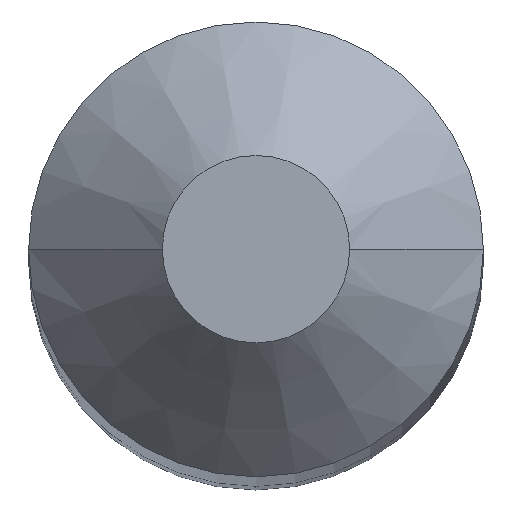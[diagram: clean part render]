
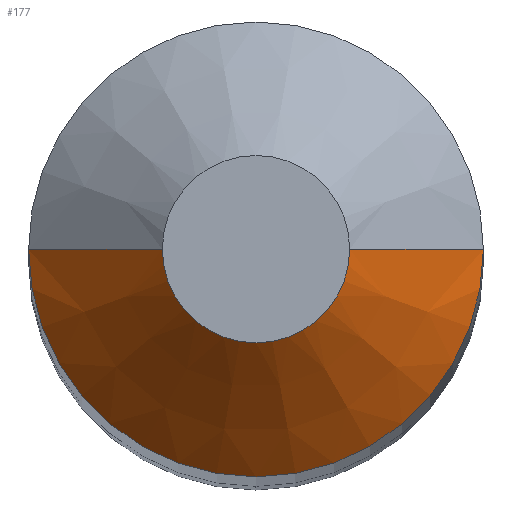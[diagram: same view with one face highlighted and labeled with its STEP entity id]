
A CAD part, top view. The second image highlights one B-rep face of the part: STEP entity #177.
In plain terms, the highlighted conical face has half-angle 45 degrees and reference radius 1.35 mm.
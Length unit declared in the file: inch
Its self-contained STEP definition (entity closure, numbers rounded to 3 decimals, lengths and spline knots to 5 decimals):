
#1 = DIRECTION ( 'NONE',  ( -0.707, 0., -0.707 ) ) ;
#3 = AXIS2_PLACEMENT_3D ( 'NONE', #364, #81, #198 ) ;
#4 = CARTESIAN_POINT ( 'NONE',  ( -0.05315, 0., -0.03125 ) ) ;
#23 = VECTOR ( 'NONE', #1, 39.37008 ) ;
#26 = FACE_OUTER_BOUND ( 'NONE', #300, .T. ) ;
#27 = ORIENTED_EDGE ( 'NONE', *, *, #385, .T. ) ;
#44 = VERTEX_POINT ( 'NONE', #75 ) ;
#56 = DIRECTION ( 'NONE',  ( 1., 0., 0. ) ) ;
#75 = CARTESIAN_POINT ( 'NONE',  ( -0.05315, 0., -0.03125 ) ) ;
#81 = DIRECTION ( 'NONE',  ( 0., 0., 1. ) ) ;
#83 = VERTEX_POINT ( 'NONE', #334 ) ;
#87 = EDGE_CURVE ( 'NONE', #260, #83, #195, .T. ) ;
#90 = ORIENTED_EDGE ( 'NONE', *, *, #87, .F. ) ;
#91 = CARTESIAN_POINT ( 'NONE',  ( 0., 0., -0.03125 ) ) ;
#94 = ORIENTED_EDGE ( 'NONE', *, *, #355, .F. ) ;
#102 = CARTESIAN_POINT ( 'NONE',  ( 0.05315, 0., -0.03125 ) ) ;
#132 = EDGE_CURVE ( 'NONE', #44, #197, #180, .T. ) ;
#155 = CARTESIAN_POINT ( 'NONE',  ( 0., 0., -0.03125 ) ) ;
#160 = DIRECTION ( 'NONE',  ( 0.707, 0., -0.707 ) ) ;
#173 = AXIS2_PLACEMENT_3D ( 'NONE', #155, #251, #353 ) ;
#177 = ADVANCED_FACE ( 'NONE', ( #26 ), #321, .T. ) ;
#180 = CIRCLE ( 'NONE', #239, 0.05315 ) ;
#183 = CARTESIAN_POINT ( 'NONE',  ( -0.0219, 0., 0. ) ) ;
#185 = DIRECTION ( 'NONE',  ( 0., 0., 1. ) ) ;
#195 = CIRCLE ( 'NONE', #3, 0.0219 ) ;
#197 = VERTEX_POINT ( 'NONE', #309 ) ;
#198 = DIRECTION ( 'NONE',  ( 1., 0., 0. ) ) ;
#239 = AXIS2_PLACEMENT_3D ( 'NONE', #91, #185, #56 ) ;
#251 = DIRECTION ( 'NONE',  ( 0., 0., -1. ) ) ;
#260 = VERTEX_POINT ( 'NONE', #183 ) ;
#263 = LINE ( 'NONE', #4, #23 ) ;
#284 = LINE ( 'NONE', #102, #317 ) ;
#300 = EDGE_LOOP ( 'NONE', ( #94, #90, #27, #368 ) ) ;
#309 = CARTESIAN_POINT ( 'NONE',  ( 0.05315, 0., -0.03125 ) ) ;
#317 = VECTOR ( 'NONE', #160, 39.37008 ) ;
#321 = CONICAL_SURFACE ( 'NONE', #173, 0.05315, 0.785 ) ;
#334 = CARTESIAN_POINT ( 'NONE',  ( 0.0219, 0., 0. ) ) ;
#353 = DIRECTION ( 'NONE',  ( -1., 0., 0. ) ) ;
#355 = EDGE_CURVE ( 'NONE', #83, #197, #284, .T. ) ;
#364 = CARTESIAN_POINT ( 'NONE',  ( 0., 0., 0. ) ) ;
#368 = ORIENTED_EDGE ( 'NONE', *, *, #132, .T. ) ;
#385 = EDGE_CURVE ( 'NONE', #260, #44, #263, .T. ) ;
